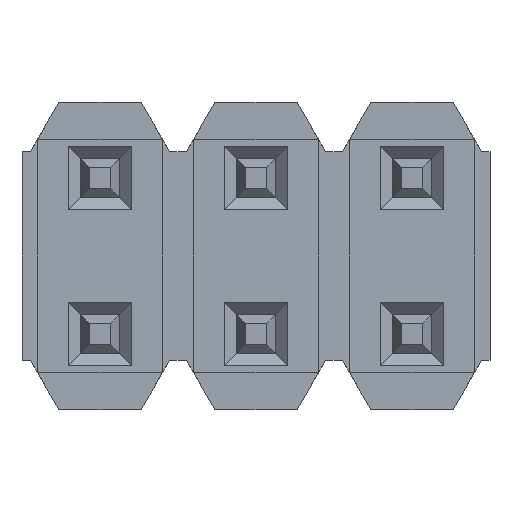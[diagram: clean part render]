
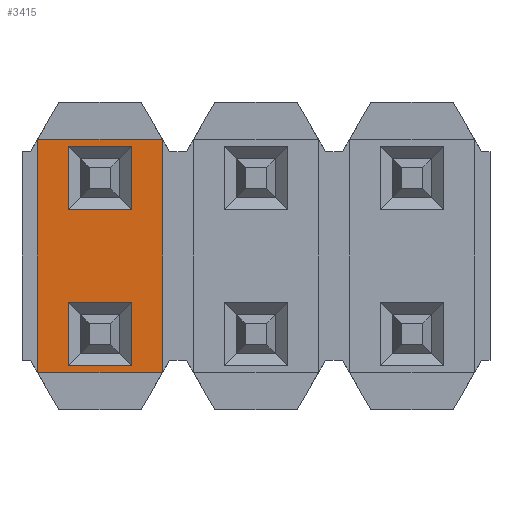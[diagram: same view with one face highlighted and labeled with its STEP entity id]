
A CAD part, front view. The second image highlights one B-rep face of the part: STEP entity #3415.
In plain terms, the highlighted planar face has unit normal (0, -1, 0).
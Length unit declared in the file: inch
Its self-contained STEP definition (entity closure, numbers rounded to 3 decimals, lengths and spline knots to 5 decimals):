
#14 = DIRECTION ( 'NONE',  ( 0., 0., 1. ) ) ;
#63 = CARTESIAN_POINT ( 'NONE',  ( -0.0374, 0.13189, -0.1374 ) ) ;
#74 = CARTESIAN_POINT ( 'NONE',  ( 0.03307, 0.13189, -0.09213 ) ) ;
#127 = DIRECTION ( 'NONE',  ( 1., 0., 0. ) ) ;
#144 = CARTESIAN_POINT ( 'NONE',  ( -0.00787, 0.13189, 0.0122 ) ) ;
#151 = ORIENTED_EDGE ( 'NONE', *, *, #1236, .F. ) ;
#245 = DIRECTION ( 'NONE',  ( 0., 0., 1. ) ) ;
#260 = VERTEX_POINT ( 'NONE', #4999 ) ;
#338 = PLANE ( 'NONE',  #4990 ) ;
#340 = CARTESIAN_POINT ( 'NONE',  ( -0.02756, 0.13189, -0.13716 ) ) ;
#377 = EDGE_LOOP ( 'NONE', ( #4140, #2026, #747, #1896 ) ) ;
#388 = FACE_OUTER_BOUND ( 'NONE', #4031, .T. ) ;
#437 = EDGE_CURVE ( 'NONE', #2212, #5521, #4436, .T. ) ;
#484 = CARTESIAN_POINT ( 'NONE',  ( -0.00787, 0.13189, 0.0122 ) ) ;
#563 = ORIENTED_EDGE ( 'NONE', *, *, #5383, .T. ) ;
#571 = CARTESIAN_POINT ( 'NONE',  ( 0.05261, 0.13189, 0.0122 ) ) ;
#639 = CARTESIAN_POINT ( 'NONE',  ( -0.02756, 0.13189, 0.01196 ) ) ;
#658 = CARTESIAN_POINT ( 'NONE',  ( 0.05276, 0.13189, -0.13716 ) ) ;
#747 = ORIENTED_EDGE ( 'NONE', *, *, #2939, .T. ) ;
#786 = EDGE_CURVE ( 'NONE', #2212, #4983, #2011, .T. ) ;
#904 = LINE ( 'NONE', #2738, #3093 ) ;
#927 = CARTESIAN_POINT ( 'NONE',  ( -0.00787, 0.13189, -0.09213 ) ) ;
#932 = ORIENTED_EDGE ( 'NONE', *, *, #3682, .T. ) ;
#941 = DIRECTION ( 'NONE',  ( 0., -1., 0. ) ) ;
#1155 = VECTOR ( 'NONE', #4946, 39.37008 ) ;
#1162 = CARTESIAN_POINT ( 'NONE',  ( -0.0374, 0.13189, 0.0122 ) ) ;
#1197 = EDGE_CURVE ( 'NONE', #4855, #5014, #4482, .T. ) ;
#1236 = EDGE_CURVE ( 'NONE', #3046, #5521, #3339, .T. ) ;
#1280 = EDGE_CURVE ( 'NONE', #2927, #1832, #904, .T. ) ;
#1311 = LINE ( 'NONE', #2495, #3522 ) ;
#1344 = VERTEX_POINT ( 'NONE', #2658 ) ;
#1426 = CARTESIAN_POINT ( 'NONE',  ( 0.03307, 0.13189, 0.00787 ) ) ;
#1594 = EDGE_CURVE ( 'NONE', #2807, #1710, #1665, .T. ) ;
#1631 = ORIENTED_EDGE ( 'NONE', *, *, #437, .T. ) ;
#1665 = LINE ( 'NONE', #2490, #3690 ) ;
#1698 = VERTEX_POINT ( 'NONE', #1874 ) ;
#1709 = DIRECTION ( 'NONE',  ( -0.5, 0., -0.866 ) ) ;
#1710 = VERTEX_POINT ( 'NONE', #1858 ) ;
#1766 = ORIENTED_EDGE ( 'NONE', *, *, #3240, .T. ) ;
#1776 = FACE_BOUND ( 'NONE', #4801, .T. ) ;
#1832 = VERTEX_POINT ( 'NONE', #1426 ) ;
#1858 = CARTESIAN_POINT ( 'NONE',  ( -0.02742, 0.13189, 0.0122 ) ) ;
#1874 = CARTESIAN_POINT ( 'NONE',  ( 0.03307, 0.13189, -0.03307 ) ) ;
#1896 = ORIENTED_EDGE ( 'NONE', *, *, #5293, .T. ) ;
#2011 = LINE ( 'NONE', #2211, #3099 ) ;
#2026 = ORIENTED_EDGE ( 'NONE', *, *, #1280, .T. ) ;
#2065 = CARTESIAN_POINT ( 'NONE',  ( -0.0374, 0.13189, -0.09213 ) ) ;
#2147 = CARTESIAN_POINT ( 'NONE',  ( 0.03307, 0.13189, 0.0122 ) ) ;
#2149 = ORIENTED_EDGE ( 'NONE', *, *, #3125, .T. ) ;
#2211 = CARTESIAN_POINT ( 'NONE',  ( 0.05716, 0.13189, -0.12953 ) ) ;
#2212 = VERTEX_POINT ( 'NONE', #658 ) ;
#2341 = VERTEX_POINT ( 'NONE', #74 ) ;
#2360 = VECTOR ( 'NONE', #245, 39.37008 ) ;
#2386 = VECTOR ( 'NONE', #2944, 39.37008 ) ;
#2490 = CARTESIAN_POINT ( 'NONE',  ( -0.03196, 0.13189, 0.00433 ) ) ;
#2493 = DIRECTION ( 'NONE',  ( 0.5, 0., 0.866 ) ) ;
#2495 = CARTESIAN_POINT ( 'NONE',  ( -0.0374, 0.13189, -0.03307 ) ) ;
#2523 = VECTOR ( 'NONE', #4522, 39.37008 ) ;
#2530 = VERTEX_POINT ( 'NONE', #927 ) ;
#2565 = CARTESIAN_POINT ( 'NONE',  ( -0.02756, 0.13189, 0.03583 ) ) ;
#2598 = ORIENTED_EDGE ( 'NONE', *, *, #5262, .T. ) ;
#2655 = LINE ( 'NONE', #2147, #2523 ) ;
#2658 = CARTESIAN_POINT ( 'NONE',  ( 0.03307, 0.13189, -0.13307 ) ) ;
#2711 = LINE ( 'NONE', #1162, #3639 ) ;
#2738 = CARTESIAN_POINT ( 'NONE',  ( -0.0374, 0.13189, 0.00787 ) ) ;
#2750 = DIRECTION ( 'NONE',  ( 1., 0., 0. ) ) ;
#2807 = VERTEX_POINT ( 'NONE', #639 ) ;
#2816 = VECTOR ( 'NONE', #127, 39.37008 ) ;
#2848 = DIRECTION ( 'NONE',  ( 0.5, 0., -0.866 ) ) ;
#2863 = CARTESIAN_POINT ( 'NONE',  ( 0.05716, 0.13189, 0.00433 ) ) ;
#2867 = EDGE_CURVE ( 'NONE', #4588, #2927, #4759, .T. ) ;
#2873 = FACE_BOUND ( 'NONE', #377, .T. ) ;
#2912 = DIRECTION ( 'NONE',  ( -1., 0., 0. ) ) ;
#2927 = VERTEX_POINT ( 'NONE', #4320 ) ;
#2938 = LINE ( 'NONE', #63, #2816 ) ;
#2939 = EDGE_CURVE ( 'NONE', #1832, #1698, #4405, .T. ) ;
#2944 = DIRECTION ( 'NONE',  ( -0.5, 0., 0.866 ) ) ;
#3017 = CARTESIAN_POINT ( 'NONE',  ( -0.03196, 0.13189, -0.12953 ) ) ;
#3046 = VERTEX_POINT ( 'NONE', #571 ) ;
#3093 = VECTOR ( 'NONE', #2750, 39.37008 ) ;
#3099 = VECTOR ( 'NONE', #1709, 39.37008 ) ;
#3125 = EDGE_CURVE ( 'NONE', #260, #2530, #3437, .T. ) ;
#3130 = LINE ( 'NONE', #5231, #5051 ) ;
#3156 = CARTESIAN_POINT ( 'NONE',  ( -0.00787, 0.13189, -0.03307 ) ) ;
#3240 = EDGE_CURVE ( 'NONE', #4855, #4983, #2938, .T. ) ;
#3250 = ORIENTED_EDGE ( 'NONE', *, *, #3713, .T. ) ;
#3257 = VECTOR ( 'NONE', #3307, 39.37008 ) ;
#3307 = DIRECTION ( 'NONE',  ( 1., 0., 0. ) ) ;
#3339 = LINE ( 'NONE', #2863, #5257 ) ;
#3415 = ADVANCED_FACE ( 'NONE', ( #1776, #2873, #388 ), #338, .T. ) ;
#3437 = LINE ( 'NONE', #484, #2360 ) ;
#3503 = CARTESIAN_POINT ( 'NONE',  ( -0.0374, 0.13189, 0.0122 ) ) ;
#3522 = VECTOR ( 'NONE', #2912, 39.37008 ) ;
#3546 = DIRECTION ( 'NONE',  ( 0., 0., -1. ) ) ;
#3639 = VECTOR ( 'NONE', #3670, 39.37008 ) ;
#3670 = DIRECTION ( 'NONE',  ( -1., 0., 0. ) ) ;
#3682 = EDGE_CURVE ( 'NONE', #2530, #2341, #4273, .T. ) ;
#3690 = VECTOR ( 'NONE', #2493, 39.37008 ) ;
#3713 = EDGE_CURVE ( 'NONE', #1344, #260, #3130, .T. ) ;
#3738 = VECTOR ( 'NONE', #14, 39.37008 ) ;
#3877 = CARTESIAN_POINT ( 'NONE',  ( 0.03307, 0.13189, 0.0122 ) ) ;
#3888 = DIRECTION ( 'NONE',  ( 0., 0., -1. ) ) ;
#3898 = ORIENTED_EDGE ( 'NONE', *, *, #1197, .F. ) ;
#3938 = LINE ( 'NONE', #2565, #4952 ) ;
#4031 = EDGE_LOOP ( 'NONE', ( #563, #3898, #1766, #4795, #1631, #151, #2598, #5583 ) ) ;
#4140 = ORIENTED_EDGE ( 'NONE', *, *, #2867, .T. ) ;
#4240 = CARTESIAN_POINT ( 'NONE',  ( 0.05261, 0.13189, -0.1374 ) ) ;
#4273 = LINE ( 'NONE', #2065, #3257 ) ;
#4320 = CARTESIAN_POINT ( 'NONE',  ( -0.00787, 0.13189, 0.00787 ) ) ;
#4373 = EDGE_CURVE ( 'NONE', #2341, #1344, #2655, .T. ) ;
#4405 = LINE ( 'NONE', #3877, #5544 ) ;
#4436 = LINE ( 'NONE', #4635, #1155 ) ;
#4482 = LINE ( 'NONE', #3017, #2386 ) ;
#4522 = DIRECTION ( 'NONE',  ( 0., 0., -1. ) ) ;
#4588 = VERTEX_POINT ( 'NONE', #3156 ) ;
#4635 = CARTESIAN_POINT ( 'NONE',  ( 0.05276, 0.13189, 0.0122 ) ) ;
#4759 = LINE ( 'NONE', #144, #3738 ) ;
#4795 = ORIENTED_EDGE ( 'NONE', *, *, #786, .F. ) ;
#4801 = EDGE_LOOP ( 'NONE', ( #5283, #3250, #2149, #932 ) ) ;
#4833 = DIRECTION ( 'NONE',  ( -1., 0., 0. ) ) ;
#4855 = VERTEX_POINT ( 'NONE', #4925 ) ;
#4925 = CARTESIAN_POINT ( 'NONE',  ( -0.02742, 0.13189, -0.1374 ) ) ;
#4946 = DIRECTION ( 'NONE',  ( 0., 0., 1. ) ) ;
#4952 = VECTOR ( 'NONE', #5296, 39.37008 ) ;
#4983 = VERTEX_POINT ( 'NONE', #4240 ) ;
#4990 = AXIS2_PLACEMENT_3D ( 'NONE', #3503, #941, #3888 ) ;
#4999 = CARTESIAN_POINT ( 'NONE',  ( -0.00787, 0.13189, -0.13307 ) ) ;
#5014 = VERTEX_POINT ( 'NONE', #340 ) ;
#5051 = VECTOR ( 'NONE', #4833, 39.37008 ) ;
#5231 = CARTESIAN_POINT ( 'NONE',  ( -0.0374, 0.13189, -0.13307 ) ) ;
#5257 = VECTOR ( 'NONE', #2848, 39.37008 ) ;
#5262 = EDGE_CURVE ( 'NONE', #3046, #1710, #2711, .T. ) ;
#5283 = ORIENTED_EDGE ( 'NONE', *, *, #4373, .T. ) ;
#5293 = EDGE_CURVE ( 'NONE', #1698, #4588, #1311, .T. ) ;
#5296 = DIRECTION ( 'NONE',  ( 0., 0., -1. ) ) ;
#5377 = CARTESIAN_POINT ( 'NONE',  ( 0.05276, 0.13189, 0.01196 ) ) ;
#5383 = EDGE_CURVE ( 'NONE', #2807, #5014, #3938, .T. ) ;
#5521 = VERTEX_POINT ( 'NONE', #5377 ) ;
#5544 = VECTOR ( 'NONE', #3546, 39.37008 ) ;
#5583 = ORIENTED_EDGE ( 'NONE', *, *, #1594, .F. ) ;
